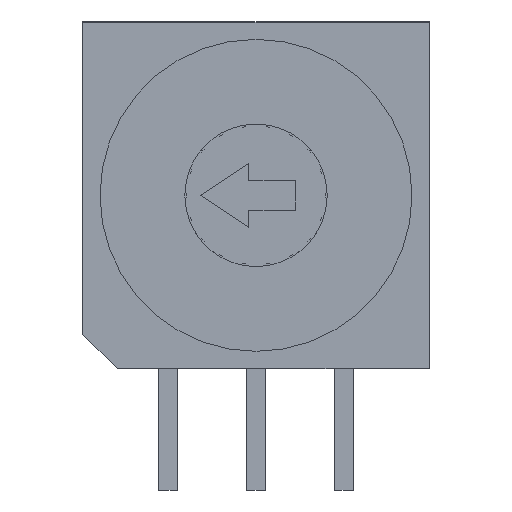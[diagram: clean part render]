
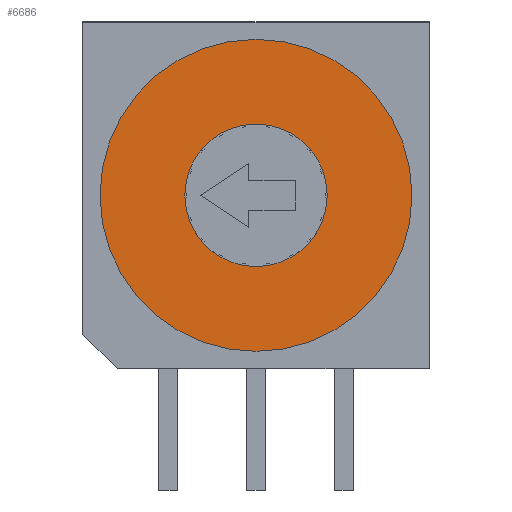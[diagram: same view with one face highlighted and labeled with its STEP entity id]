
A CAD part, front view. The second image highlights one B-rep face of the part: STEP entity #6686.
In plain terms, the highlighted planar face has unit normal (0, -1, 0).
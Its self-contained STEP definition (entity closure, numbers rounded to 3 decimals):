
#328=FACE_BOUND('',#999,.T.);
#352=PLANE('',#7133);
#616=FACE_OUTER_BOUND('',#998,.T.);
#998=EDGE_LOOP('',(#4914));
#999=EDGE_LOOP('',(#4915));
#2862=CIRCLE('',#7045,2.05);
#2901=CIRCLE('',#7085,4.5);
#2902=VERTEX_POINT('',#8968);
#2977=VERTEX_POINT('',#9120);
#3562=EDGE_CURVE('',#2902,#2902,#2862,.T.);
#3639=EDGE_CURVE('',#2977,#2977,#2901,.T.);
#4914=ORIENTED_EDGE('',*,*,#3639,.T.);
#4915=ORIENTED_EDGE('',*,*,#3562,.F.);
#6686=ADVANCED_FACE('',(#616,#328),#352,.T.);
#7045=AXIS2_PLACEMENT_3D('',#8969,#7436,#7437);
#7085=AXIS2_PLACEMENT_3D('',#9122,#7554,#7555);
#7133=AXIS2_PLACEMENT_3D('',#9755,#7818,#7819);
#7436=DIRECTION('center_axis',(0.,-1.,0.));
#7437=DIRECTION('ref_axis',(1.,0.,0.));
#7554=DIRECTION('center_axis',(0.,-1.,0.));
#7555=DIRECTION('ref_axis',(1.,0.,0.));
#7818=DIRECTION('center_axis',(0.,-1.,0.));
#7819=DIRECTION('ref_axis',(1.,0.,0.));
#8968=CARTESIAN_POINT('',(2.05,-4.75,4.25));
#8969=CARTESIAN_POINT('Origin',(0.,-4.75,4.25));
#9120=CARTESIAN_POINT('',(4.5,-4.75,4.25));
#9122=CARTESIAN_POINT('Origin',(0.,-4.75,4.25));
#9755=CARTESIAN_POINT('Origin',(0.,-4.75,4.25));
